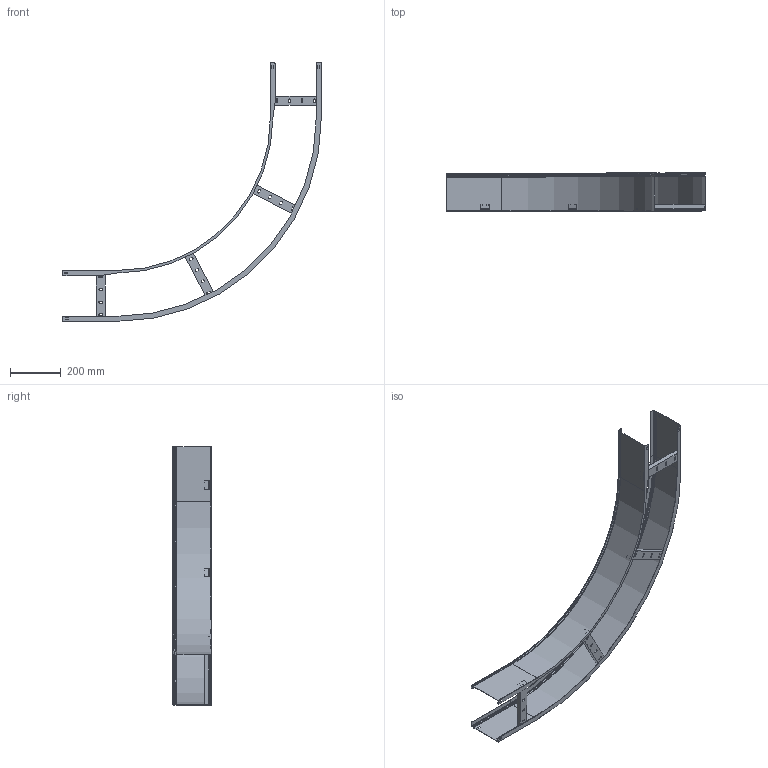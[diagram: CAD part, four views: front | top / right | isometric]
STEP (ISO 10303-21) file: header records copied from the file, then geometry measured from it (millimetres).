
FILE_DESCRIPTION (( 'STEP AP214' ), '1' );
FILE_NAME ('EAPG05-4--15.STEP', '2021-03-08T15:45:20', ( '' ), ( '' ), 'SwSTEP 2.0', 'SolidWorks 2017', '' );
FILE_SCHEMA (( 'AUTOMOTIVE_DESIGN' ));
Length unit declared in the file: millimetre
Products named in the file (4): ÊÈÂÀ 195.06.01 Ëîíæåðîí áàçîâûé-00_150; EAPG05-4--15; ÊÈÂÀ 095.00.03 Ïëàíêà ïîïåðå÷íàÿ-00_-01; 嗜吕 195.06.02 祟礞屦铐 铗忮蝽-00_-15
Assembly tree (6 placements, depth 2):
  EAPG05-4--15
    ÊÈÂÀ 195.06.01 Ëîíæåðîí áàçîâûé-00_150
    ÊÈÂÀ 095.00.03 Ïëàíêà ïîïåðå÷íàÿ-00_-01  x4
    嗜吕 195.06.02 祟礞屦铐 铗忮蝽-00_-15
Bounding box: 1017.6 x 150 x 1017 mm (x, y, z)
Volume: 753261.1 mm3; surface area: 1267461 mm2
Topology: 6 solids, 6 shells, 402 faces, 1030 edges, 640 vertices
Faces by surface type: plane 288, cylinder 88, torus 18, cone 8
Entity records: 7694 total; most frequent: DIRECTION 1330, CARTESIAN_POINT 1283, ORIENTED_EDGE 1268, EDGE_CURVE 634, VECTOR 484, LINE 484, AXIS2_PLACEMENT_3D 423, VERTEX_POINT 376
